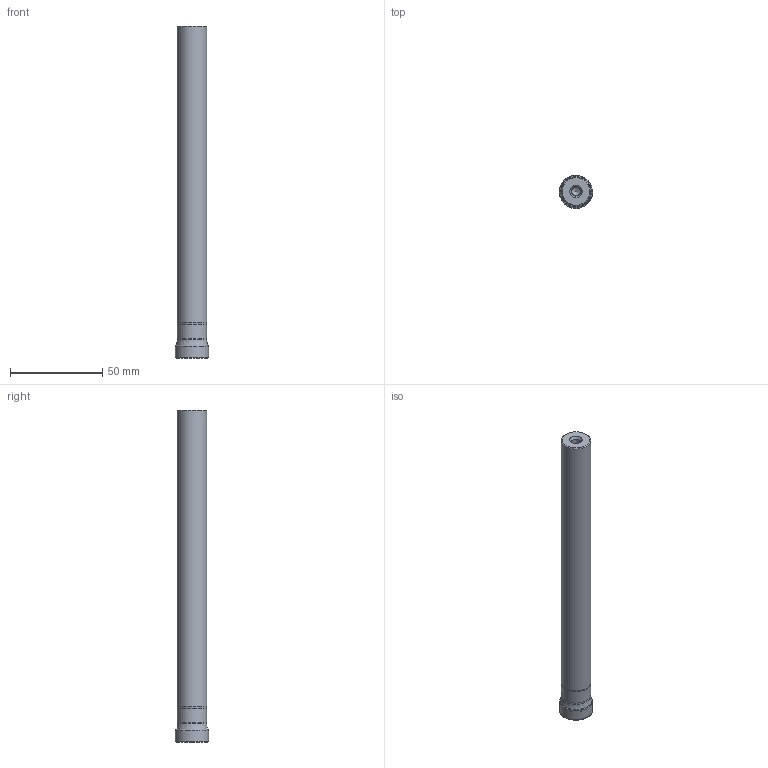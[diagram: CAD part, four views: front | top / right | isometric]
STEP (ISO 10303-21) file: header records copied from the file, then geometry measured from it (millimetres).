
FILE_DESCRIPTION(/* description */ (''),/* implementation_level */ '2;1');
FILE_NAME(/* name */ '202777275ndi000_00.stp',/* time_stamp */ '2020-01-07T07:05:18+01:00',/* author */ (''),/* organization */ (''),/* preprocessor_version */ 'ST-DEVELOPER v16.7',/* originating_system */ 'SIEMENS PLM Software NX 12.0',/* authorisation */ '');
FILE_SCHEMA (('AUTOMOTIVE_DESIGN { 1 0 10303 214 3 1 1 1 }'));
Length unit declared in the file: millimetre
Products named in the file (1): mp543E24F6DDq1pn
Bounding box: 17.96 x 17.96 x 180 mm (x, y, z)
Volume: 34261.9 mm3; surface area: 12978.6 mm2
Topology: 2 solids, 2 shells, 50 faces, 111 edges, 64 vertices
Faces by surface type: revolution 20, cone 13, torus 9, cylinder 4, plane 3, bspline 1
Full cylindrical faces by diameter (mm): 5 x1, 15.8 x1, 16 x1, 17.058 x1
Entity records: 1277 total; most frequent: CARTESIAN_POINT 406, DIRECTION 170, FACE_BOUND 98, EDGE_LOOP 98, ORIENTED_EDGE 98, AXIS2_PLACEMENT_3D 75, ADVANCED_FACE 50, VERTEX_POINT 50
